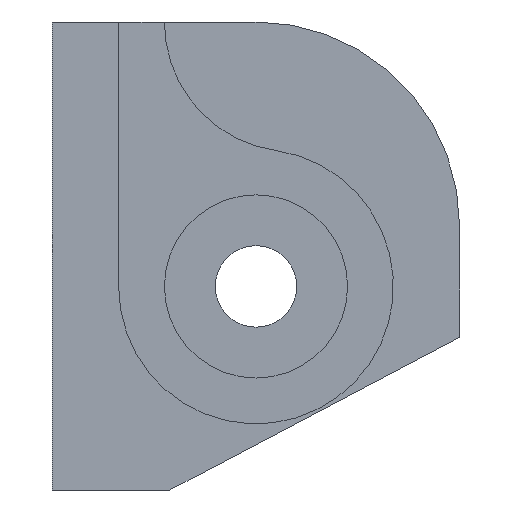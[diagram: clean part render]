
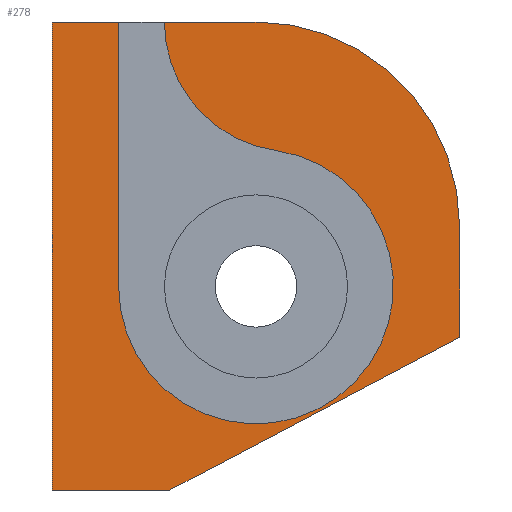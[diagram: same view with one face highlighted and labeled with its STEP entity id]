
A CAD part, front view. The second image highlights one B-rep face of the part: STEP entity #278.
In plain terms, the highlighted planar face has unit normal (0, -1, 0).
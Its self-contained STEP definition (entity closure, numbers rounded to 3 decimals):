
#20=PLANE('',#313);
#38=FACE_OUTER_BOUND('',#55,.T.);
#55=EDGE_LOOP('',(#219,#220,#221,#222,#223,#224,#225,#226,#227,#228));
#77=LINE('',#445,#104);
#79=LINE('',#449,#106);
#80=LINE('',#455,#107);
#81=LINE('',#457,#108);
#82=LINE('',#459,#109);
#83=LINE('',#461,#110);
#84=LINE('',#462,#111);
#104=VECTOR('',#361,10.);
#106=VECTOR('',#365,10.);
#107=VECTOR('',#370,10.);
#108=VECTOR('',#371,10.);
#109=VECTOR('',#372,10.);
#110=VECTOR('',#373,10.);
#111=VECTOR('',#374,10.);
#126=CIRCLE('',#311,8.);
#127=CIRCLE('',#314,5.1);
#128=CIRCLE('',#315,5.4);
#142=VERTEX_POINT('',#438);
#143=VERTEX_POINT('',#440);
#144=VERTEX_POINT('',#444);
#145=VERTEX_POINT('',#448);
#146=VERTEX_POINT('',#450);
#147=VERTEX_POINT('',#452);
#148=VERTEX_POINT('',#454);
#149=VERTEX_POINT('',#456);
#150=VERTEX_POINT('',#458);
#151=VERTEX_POINT('',#460);
#170=EDGE_CURVE('',#142,#143,#126,.T.);
#172=EDGE_CURVE('',#143,#144,#77,.T.);
#174=EDGE_CURVE('',#142,#145,#79,.T.);
#175=EDGE_CURVE('',#146,#145,#127,.T.);
#176=EDGE_CURVE('',#147,#146,#128,.T.);
#177=EDGE_CURVE('',#148,#147,#80,.T.);
#178=EDGE_CURVE('',#148,#149,#81,.T.);
#179=EDGE_CURVE('',#150,#149,#82,.T.);
#180=EDGE_CURVE('',#151,#150,#83,.T.);
#181=EDGE_CURVE('',#144,#151,#84,.T.);
#219=ORIENTED_EDGE('',*,*,#170,.F.);
#220=ORIENTED_EDGE('',*,*,#174,.T.);
#221=ORIENTED_EDGE('',*,*,#175,.F.);
#222=ORIENTED_EDGE('',*,*,#176,.F.);
#223=ORIENTED_EDGE('',*,*,#177,.F.);
#224=ORIENTED_EDGE('',*,*,#178,.T.);
#225=ORIENTED_EDGE('',*,*,#179,.F.);
#226=ORIENTED_EDGE('',*,*,#180,.F.);
#227=ORIENTED_EDGE('',*,*,#181,.F.);
#228=ORIENTED_EDGE('',*,*,#172,.F.);
#278=ADVANCED_FACE('',(#38),#20,.F.);
#311=AXIS2_PLACEMENT_3D('',#441,#356,#357);
#313=AXIS2_PLACEMENT_3D('',#447,#363,#364);
#314=AXIS2_PLACEMENT_3D('',#451,#366,#367);
#315=AXIS2_PLACEMENT_3D('',#453,#368,#369);
#356=DIRECTION('center_axis',(0.,1.,0.));
#357=DIRECTION('ref_axis',(0.707,0.,0.707));
#361=DIRECTION('',(0.,0.,-1.));
#363=DIRECTION('center_axis',(0.,1.,0.));
#364=DIRECTION('ref_axis',(1.,0.,0.));
#365=DIRECTION('',(-1.,0.,0.));
#366=DIRECTION('center_axis',(0.,1.,0.));
#367=DIRECTION('ref_axis',(-0.143,0.,-0.99));
#368=DIRECTION('center_axis',(0.,-1.,0.));
#369=DIRECTION('ref_axis',(0.143,0.,0.99));
#370=DIRECTION('',(0.,0.,-1.));
#371=DIRECTION('',(-1.,0.,0.));
#372=DIRECTION('',(0.,0.,1.));
#373=DIRECTION('',(-1.,0.,0.));
#374=DIRECTION('',(-0.885,0.,-0.466));
#438=CARTESIAN_POINT('',(41.25,41.25,45.392));
#440=CARTESIAN_POINT('',(49.25,41.25,37.392));
#441=CARTESIAN_POINT('Origin',(41.25,41.25,37.392));
#444=CARTESIAN_POINT('',(49.25,41.25,33.));
#445=CARTESIAN_POINT('',(49.25,41.25,45.392));
#447=CARTESIAN_POINT('Origin',(41.25,41.25,36.196));
#448=CARTESIAN_POINT('',(37.65,41.25,45.392));
#449=CARTESIAN_POINT('',(49.25,41.25,45.392));
#450=CARTESIAN_POINT('',(42.021,41.25,40.345));
#451=CARTESIAN_POINT('Origin',(42.75,41.25,45.392));
#452=CARTESIAN_POINT('',(35.85,41.25,35.));
#453=CARTESIAN_POINT('Origin',(41.25,41.25,35.));
#454=CARTESIAN_POINT('',(35.85,41.25,45.392));
#455=CARTESIAN_POINT('',(35.85,41.25,35.598));
#456=CARTESIAN_POINT('',(33.25,41.25,45.392));
#457=CARTESIAN_POINT('',(49.25,41.25,45.392));
#458=CARTESIAN_POINT('',(33.25,41.25,27.));
#459=CARTESIAN_POINT('',(33.25,41.25,23.));
#460=CARTESIAN_POINT('',(37.869,41.25,27.));
#461=CARTESIAN_POINT('',(49.25,41.25,27.));
#462=CARTESIAN_POINT('',(49.25,41.25,33.));
